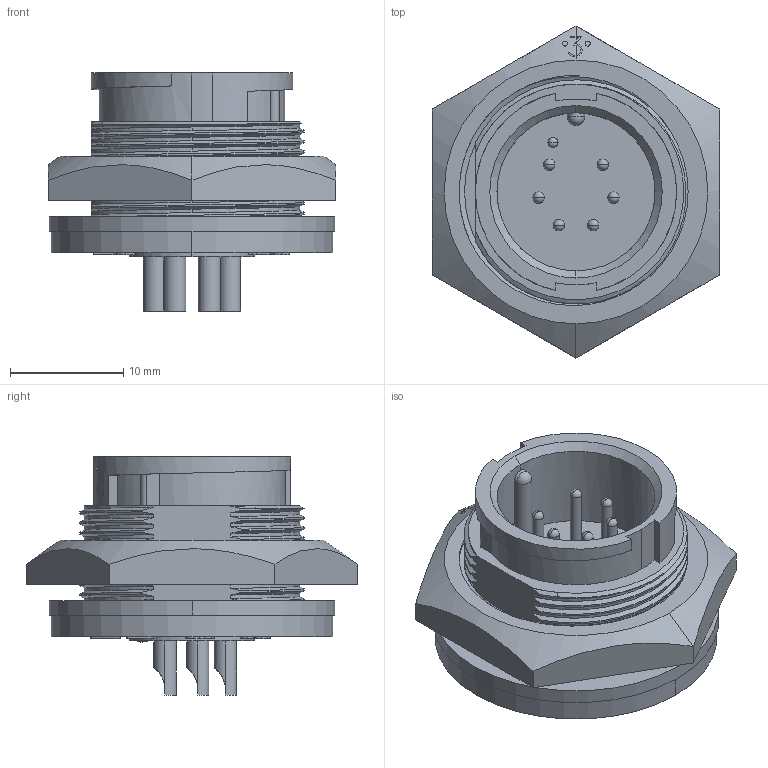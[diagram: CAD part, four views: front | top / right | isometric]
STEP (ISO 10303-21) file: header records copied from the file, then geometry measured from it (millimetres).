
FILE_DESCRIPTION (( 'STEP AP203' ), '1' );
FILE_NAME ('4282-6PG-300.STEP', '2020-10-15T19:34:01', ( '' ), ( '' ), 'SwSTEP 2.0', 'SolidWorks 2020', '' );
FILE_SCHEMA (( 'CONFIG_CONTROL_DESIGN' ));
Length unit declared in the file: inch
Products named in the file (1): 4282-6PG-300
Bounding box: 25.4 x 29.33 x 21.03 mm (x, y, z)
Volume: 4702.5 mm3; surface area: 4050.4 mm2
Topology: 2 solids, 2 shells, 409 faces, 1112 edges, 728 vertices
Faces by surface type: plane 161, bspline 115, cylinder 101, sphere 17, cone 15
Entity records: 24563 total; most frequent: CARTESIAN_POINT 15550, ORIENTED_EDGE 2172, DIRECTION 1351, EDGE_CURVE 1086, VERTEX_POINT 715, VECTOR 529, LINE 529, EDGE_LOOP 445
